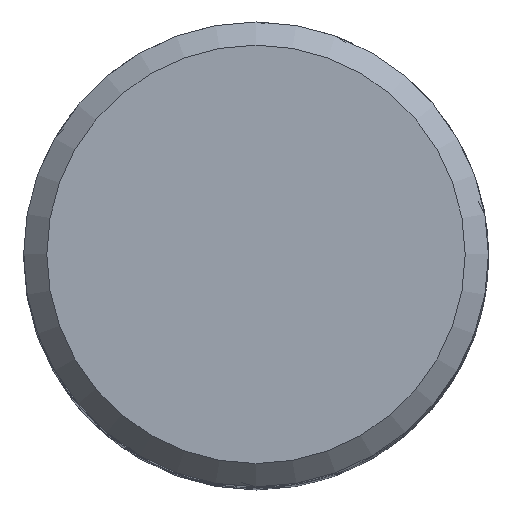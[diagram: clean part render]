
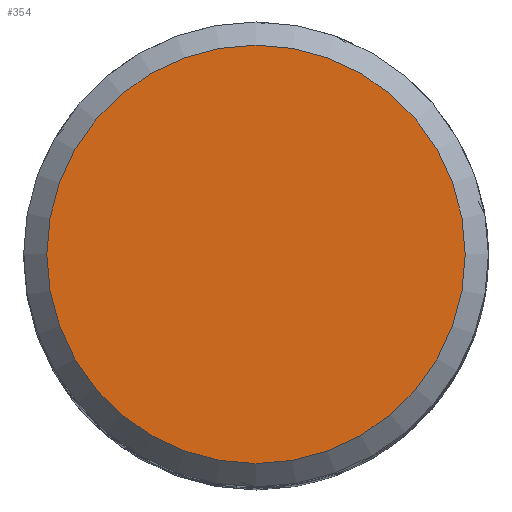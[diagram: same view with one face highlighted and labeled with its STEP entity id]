
A CAD part, top view. The second image highlights one B-rep face of the part: STEP entity #354.
In plain terms, the highlighted planar face has unit normal (0, 0, 1).
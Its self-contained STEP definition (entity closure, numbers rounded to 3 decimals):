
#314 = VERTEX_POINT('', #315);
#315 = CARTESIAN_POINT('', (-4.5, 0., 0.));
#321 = EDGE_CURVE('', #314, #314, #322, .T.);
#322 = CIRCLE('', #323, 4.5);
#323 = AXIS2_PLACEMENT_3D('', #324, #325, #326);
#324 = CARTESIAN_POINT('', (0., 0., 0.));
#325 = DIRECTION('', (0., 0., -1.));
#326 = DIRECTION('', (-1., 0., 0.));
#354 = ADVANCED_FACE('', (#355), #358, .T.);
#355 = FACE_OUTER_BOUND('', #356, .T.);
#356 = EDGE_LOOP('', (#357));
#357 = ORIENTED_EDGE('', *, *, #321, .F.);
#358 = PLANE('', #359);
#359 = AXIS2_PLACEMENT_3D('', #360, #361, #362);
#360 = CARTESIAN_POINT('', (7., -7., 0.));
#361 = DIRECTION('', (0., 0., 1.));
#362 = DIRECTION('', (0., 1., 0.));
